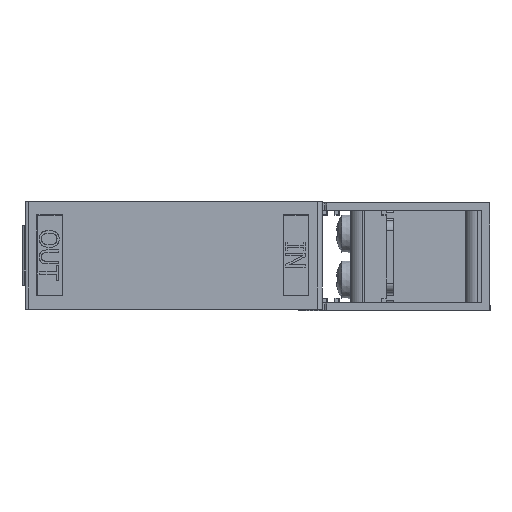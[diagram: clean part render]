
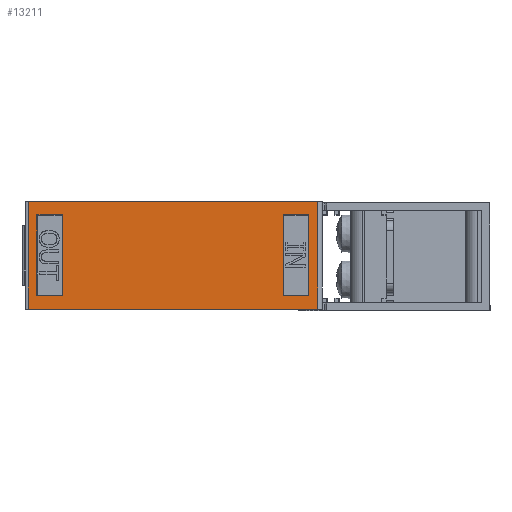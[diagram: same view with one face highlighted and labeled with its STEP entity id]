
A CAD part, left-side view. The second image highlights one B-rep face of the part: STEP entity #13211.
In plain terms, the highlighted face is planar.
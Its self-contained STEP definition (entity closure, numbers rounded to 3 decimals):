
#614=FACE_BOUND('',#2475,.T.);
#615=FACE_BOUND('',#2476,.T.);
#992=PLANE('',#14229);
#1685=FACE_OUTER_BOUND('',#2474,.T.);
#2474=EDGE_LOOP('',(#12060,#12061,#12062,#12063));
#2475=EDGE_LOOP('',(#12064,#12065,#12066,#12067));
#2476=EDGE_LOOP('',(#12068,#12069,#12070,#12071));
#3519=LINE('',#22192,#4781);
#3678=LINE('',#22899,#4940);
#3682=LINE('',#22907,#4944);
#3685=LINE('',#22913,#4947);
#3688=LINE('',#22918,#4950);
#3702=LINE('',#22948,#4964);
#3706=LINE('',#22956,#4968);
#3709=LINE('',#22962,#4971);
#3712=LINE('',#22967,#4974);
#3714=LINE('',#22972,#4976);
#3715=LINE('',#22974,#4977);
#3716=LINE('',#22975,#4978);
#4781=VECTOR('',#16891,10.);
#4940=VECTOR('',#17170,10.);
#4944=VECTOR('',#17176,10.);
#4947=VECTOR('',#17181,10.);
#4950=VECTOR('',#17186,10.);
#4964=VECTOR('',#17212,10.);
#4968=VECTOR('',#17218,10.);
#4971=VECTOR('',#17223,10.);
#4974=VECTOR('',#17228,10.);
#4976=VECTOR('',#17234,3.);
#4977=VECTOR('',#17235,10.);
#4978=VECTOR('',#17236,10.);
#6429=VERTEX_POINT('',#22189);
#6430=VERTEX_POINT('',#22191);
#6565=VERTEX_POINT('',#22897);
#6566=VERTEX_POINT('',#22898);
#6569=VERTEX_POINT('',#22906);
#6571=VERTEX_POINT('',#22912);
#6581=VERTEX_POINT('',#22946);
#6582=VERTEX_POINT('',#22947);
#6585=VERTEX_POINT('',#22955);
#6587=VERTEX_POINT('',#22961);
#6589=VERTEX_POINT('',#22971);
#6590=VERTEX_POINT('',#22973);
#8196=EDGE_CURVE('',#6429,#6430,#3519,.T.);
#8403=EDGE_CURVE('',#6565,#6566,#3678,.T.);
#8407=EDGE_CURVE('',#6566,#6569,#3682,.T.);
#8410=EDGE_CURVE('',#6569,#6571,#3685,.T.);
#8413=EDGE_CURVE('',#6571,#6565,#3688,.T.);
#8427=EDGE_CURVE('',#6581,#6582,#3702,.T.);
#8431=EDGE_CURVE('',#6582,#6585,#3706,.T.);
#8434=EDGE_CURVE('',#6585,#6587,#3709,.T.);
#8437=EDGE_CURVE('',#6587,#6581,#3712,.T.);
#8439=EDGE_CURVE('',#6430,#6589,#3714,.T.);
#8440=EDGE_CURVE('',#6429,#6590,#3715,.T.);
#8441=EDGE_CURVE('',#6589,#6590,#3716,.T.);
#12060=ORIENTED_EDGE('',*,*,#8439,.F.);
#12061=ORIENTED_EDGE('',*,*,#8196,.F.);
#12062=ORIENTED_EDGE('',*,*,#8440,.T.);
#12063=ORIENTED_EDGE('',*,*,#8441,.F.);
#12064=ORIENTED_EDGE('',*,*,#8403,.T.);
#12065=ORIENTED_EDGE('',*,*,#8407,.T.);
#12066=ORIENTED_EDGE('',*,*,#8410,.T.);
#12067=ORIENTED_EDGE('',*,*,#8413,.T.);
#12068=ORIENTED_EDGE('',*,*,#8427,.T.);
#12069=ORIENTED_EDGE('',*,*,#8431,.T.);
#12070=ORIENTED_EDGE('',*,*,#8434,.T.);
#12071=ORIENTED_EDGE('',*,*,#8437,.T.);
#13211=ADVANCED_FACE('',(#1685,#614,#615),#992,.T.);
#14229=AXIS2_PLACEMENT_3D('',#22970,#17232,#17233);
#16891=DIRECTION('',(0.,0.,1.));
#17170=DIRECTION('',(0.,0.,-1.));
#17176=DIRECTION('',(1.,0.,0.));
#17181=DIRECTION('',(0.,0.,1.));
#17186=DIRECTION('',(-1.,0.,0.));
#17212=DIRECTION('',(0.,0.,-1.));
#17218=DIRECTION('',(1.,0.,0.));
#17223=DIRECTION('',(0.,0.,1.));
#17228=DIRECTION('',(-1.,0.,0.));
#17232=DIRECTION('center_axis',(0.,1.,0.));
#17233=DIRECTION('ref_axis',(0.,0.,-1.));
#17234=DIRECTION('',(-1.,0.,0.));
#17235=DIRECTION('',(-1.,0.,0.));
#17236=DIRECTION('',(0.,0.,-1.));
#22189=CARTESIAN_POINT('',(0.,2.5,-49.43));
#22191=CARTESIAN_POINT('',(0.,2.5,71.412));
#22192=CARTESIAN_POINT('',(0.,2.5,-49.43));
#22897=CARTESIAN_POINT('',(-39.4,2.5,67.812));
#22898=CARTESIAN_POINT('',(-39.4,2.5,57.012));
#22899=CARTESIAN_POINT('',(-39.4,2.5,64.776));
#22906=CARTESIAN_POINT('',(-5.6,2.5,57.012));
#22907=CARTESIAN_POINT('',(-2.8,2.5,57.012));
#22912=CARTESIAN_POINT('',(-5.6,2.5,67.812));
#22913=CARTESIAN_POINT('',(-5.6,2.5,70.176));
#22918=CARTESIAN_POINT('',(-19.7,2.5,67.812));
#22946=CARTESIAN_POINT('',(-39.4,2.5,-35.03));
#22947=CARTESIAN_POINT('',(-39.4,2.5,-45.83));
#22948=CARTESIAN_POINT('',(-39.4,2.5,13.355));
#22955=CARTESIAN_POINT('',(-5.6,2.5,-45.83));
#22956=CARTESIAN_POINT('',(-2.8,2.5,-45.83));
#22961=CARTESIAN_POINT('',(-5.6,2.5,-35.03));
#22962=CARTESIAN_POINT('',(-5.6,2.5,18.755));
#22967=CARTESIAN_POINT('',(-19.7,2.5,-35.03));
#22970=CARTESIAN_POINT('Origin',(0.,2.5,72.54));
#22971=CARTESIAN_POINT('',(-45.,2.5,71.412));
#22972=CARTESIAN_POINT('',(-5.,2.5,71.412));
#22973=CARTESIAN_POINT('',(-45.,2.5,-49.43));
#22974=CARTESIAN_POINT('',(0.,2.5,-49.43));
#22975=CARTESIAN_POINT('',(-45.,2.5,-49.43));
